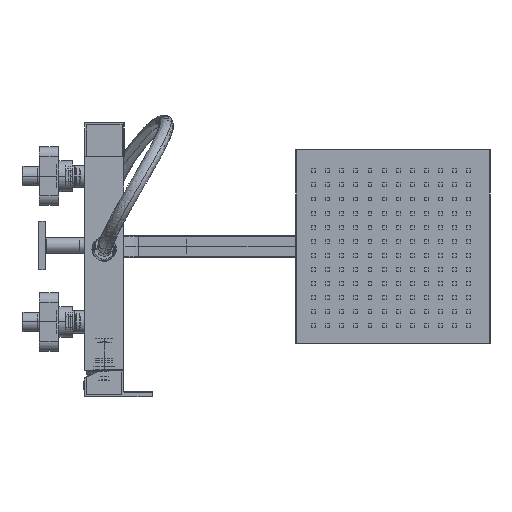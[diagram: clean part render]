
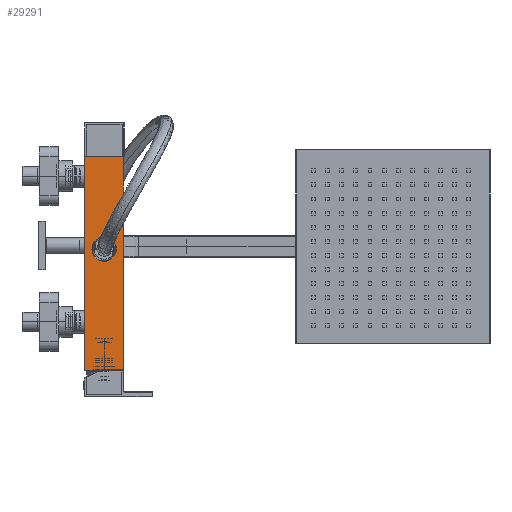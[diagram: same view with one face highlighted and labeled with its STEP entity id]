
A CAD part, front view. The second image highlights one B-rep face of the part: STEP entity #29291.
In plain terms, the highlighted face is planar.
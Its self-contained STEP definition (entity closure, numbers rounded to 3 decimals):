
#222 = ORIENTED_EDGE ( 'NONE', *, *, #41524, .T. ) ;
#1099 = CARTESIAN_POINT ( 'NONE',  ( 95., 0., -20. ) ) ;
#1579 = EDGE_CURVE ( 'NONE', #6757, #11704, #29696, .T. ) ;
#1960 = VERTEX_POINT ( 'NONE', #16177 ) ;
#2013 = DIRECTION ( 'NONE',  ( 1., 0., 0. ) ) ;
#4185 = LINE ( 'NONE', #21663, #47458 ) ;
#4877 = LINE ( 'NONE', #22354, #35570 ) ;
#6303 = ORIENTED_EDGE ( 'NONE', *, *, #28506, .T. ) ;
#6352 = PLANE ( 'NONE',  #47520 ) ;
#6387 = EDGE_CURVE ( 'NONE', #8491, #37216, #40271, .T. ) ;
#6757 = VERTEX_POINT ( 'NONE', #42334 ) ;
#7920 = DIRECTION ( 'NONE',  ( 0., 1., 0. ) ) ;
#8311 = CARTESIAN_POINT ( 'NONE',  ( 95., 0., -20. ) ) ;
#8491 = VERTEX_POINT ( 'NONE', #9320 ) ;
#9320 = CARTESIAN_POINT ( 'NONE',  ( 82.5, 0., -20. ) ) ;
#11704 = VERTEX_POINT ( 'NONE', #27551 ) ;
#12675 = AXIS2_PLACEMENT_3D ( 'NONE', #1099, #18601, #36073 ) ;
#13195 = DIRECTION ( 'NONE',  ( -1., 0., 0. ) ) ;
#13612 = ORIENTED_EDGE ( 'NONE', *, *, #6387, .T. ) ;
#15546 = AXIS2_PLACEMENT_3D ( 'NONE', #8311, #25769, #43265 ) ;
#16177 = CARTESIAN_POINT ( 'NONE',  ( 219.75, 19.75, -20. ) ) ;
#18601 = DIRECTION ( 'NONE',  ( 0., 0., 1. ) ) ;
#21663 = CARTESIAN_POINT ( 'NONE',  ( 220., 19.75, -20. ) ) ;
#22354 = CARTESIAN_POINT ( 'NONE',  ( 219.75, -20., -20. ) ) ;
#23817 = CARTESIAN_POINT ( 'NONE',  ( 220., 20., -20. ) ) ;
#25769 = DIRECTION ( 'NONE',  ( 0., 0., 1. ) ) ;
#27551 = CARTESIAN_POINT ( 'NONE',  ( 0.25, 19.75, -20. ) ) ;
#28103 = FACE_BOUND ( 'NONE', #43066, .T. ) ;
#28506 = EDGE_CURVE ( 'NONE', #37216, #8491, #37350, .T. ) ;
#29291 = ADVANCED_FACE ( 'NONE', ( #28103, #45599 ), #6352, .F. ) ;
#29696 = LINE ( 'NONE', #47181, #40758 ) ;
#33652 = ORIENTED_EDGE ( 'NONE', *, *, #46893, .T. ) ;
#34201 = VECTOR ( 'NONE', #13195, 1000. ) ;
#34979 = LINE ( 'NONE', #52453, #34201 ) ;
#35570 = VECTOR ( 'NONE', #39865, 1000. ) ;
#36073 = DIRECTION ( 'NONE',  ( 1., 0., 0. ) ) ;
#37216 = VERTEX_POINT ( 'NONE', #51861 ) ;
#37350 = CIRCLE ( 'NONE', #12675, 12.5 ) ;
#37413 = EDGE_CURVE ( 'NONE', #11704, #1960, #4185, .T. ) ;
#39175 = DIRECTION ( 'NONE',  ( 1., 0., 0. ) ) ;
#39865 = DIRECTION ( 'NONE',  ( 0., -1., 0. ) ) ;
#40271 = CIRCLE ( 'NONE', #15546, 12.5 ) ;
#40758 = VECTOR ( 'NONE', #7920, 1000. ) ;
#41312 = DIRECTION ( 'NONE',  ( 0., 0., 1. ) ) ;
#41524 = EDGE_CURVE ( 'NONE', #42772, #6757, #34979, .T. ) ;
#42334 = CARTESIAN_POINT ( 'NONE',  ( 0.25, -19.75, -20. ) ) ;
#42527 = EDGE_LOOP ( 'NONE', ( #44331, #33652, #222, #52779 ) ) ;
#42772 = VERTEX_POINT ( 'NONE', #51788 ) ;
#43066 = EDGE_LOOP ( 'NONE', ( #6303, #13612 ) ) ;
#43265 = DIRECTION ( 'NONE',  ( 1., 0., 0. ) ) ;
#44331 = ORIENTED_EDGE ( 'NONE', *, *, #37413, .T. ) ;
#45599 = FACE_OUTER_BOUND ( 'NONE', #42527, .T. ) ;
#46893 = EDGE_CURVE ( 'NONE', #1960, #42772, #4877, .T. ) ;
#47181 = CARTESIAN_POINT ( 'NONE',  ( 0.25, 20., -20. ) ) ;
#47458 = VECTOR ( 'NONE', #39175, 1000. ) ;
#47520 = AXIS2_PLACEMENT_3D ( 'NONE', #23817, #41312, #2013 ) ;
#51788 = CARTESIAN_POINT ( 'NONE',  ( 219.75, -19.75, -20. ) ) ;
#51861 = CARTESIAN_POINT ( 'NONE',  ( 107.5, 0., -20. ) ) ;
#52453 = CARTESIAN_POINT ( 'NONE',  ( 220., -19.75, -20. ) ) ;
#52779 = ORIENTED_EDGE ( 'NONE', *, *, #1579, .T. ) ;
